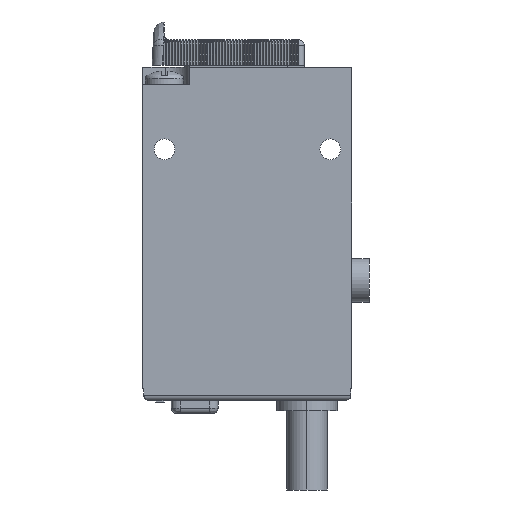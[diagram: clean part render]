
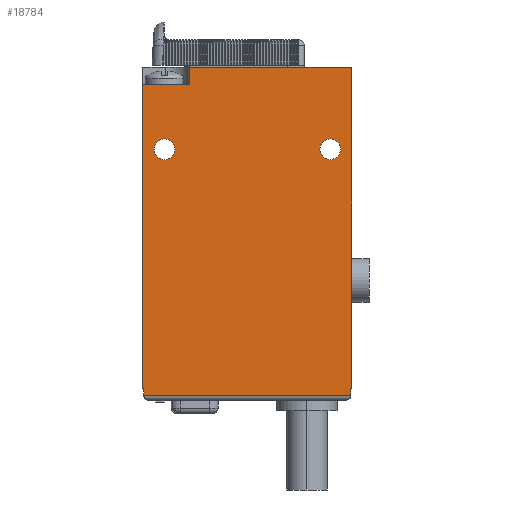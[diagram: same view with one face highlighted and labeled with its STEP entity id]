
A CAD part, left-side view. The second image highlights one B-rep face of the part: STEP entity #18784.
In plain terms, the highlighted planar face has unit normal (-1, 0, 0).
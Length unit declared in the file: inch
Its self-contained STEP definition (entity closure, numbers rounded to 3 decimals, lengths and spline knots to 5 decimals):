
#4634=DIRECTION('',(0.,1.,0.));
#4635=VECTOR('',#4634,0.941);
#4636=CARTESIAN_POINT('',(-0.236,0.002,0.2));
#4637=LINE('',#4636,#4635);
#4737=DIRECTION('',(0.,-1.,0.));
#4738=VECTOR('',#4737,0.267);
#4739=CARTESIAN_POINT('',(-0.236,1.21,0.1));
#4740=LINE('',#4739,#4738);
#4741=DIRECTION('',(0.,0.,-1.));
#4742=VECTOR('',#4741,0.1);
#4743=CARTESIAN_POINT('',(-0.236,0.943,0.2));
#4744=LINE('',#4743,#4742);
#4745=DIRECTION('',(0.,0.,-1.));
#4746=VECTOR('',#4745,0.2);
#4747=CARTESIAN_POINT('',(-0.236,0.002,0.2));
#4748=LINE('',#4747,#4746);
#4749=DIRECTION('',(0.,-1.,0.));
#4750=VECTOR('',#4749,0.002);
#4751=CARTESIAN_POINT('',(-0.236,0.002,0.));
#4752=LINE('',#4751,#4750);
#4753=DIRECTION('',(0.,0.,-1.));
#4754=VECTOR('',#4753,1.66);
#4755=CARTESIAN_POINT('',(-0.236,0.,0.));
#4756=LINE('',#4755,#4754);
#4757=DIRECTION('',(0.,1.,0.));
#4758=VECTOR('',#4757,0.005);
#4759=CARTESIAN_POINT('',(-0.236,0.,-1.66));
#4760=LINE('',#4759,#4758);
#4761=DIRECTION('',(0.,0.,1.));
#4762=VECTOR('',#4761,0.04);
#4763=CARTESIAN_POINT('',(-0.236,1.205,-1.7));
#4764=LINE('',#4763,#4762);
#4765=DIRECTION('',(0.,1.,0.));
#4766=VECTOR('',#4765,0.005);
#4767=CARTESIAN_POINT('',(-0.236,1.205,-1.66));
#4768=LINE('',#4767,#4766);
#4769=CARTESIAN_POINT('',(-0.236,1.085,-0.275));
#4770=DIRECTION('',(1.,0.,0.));
#4771=DIRECTION('',(0.,0.,-1.));
#4772=AXIS2_PLACEMENT_3D('',#4769,#4770,#4771);
#4774=CARTESIAN_POINT('',(-0.236,1.085,-0.275));
#4775=DIRECTION('',(1.,0.,0.));
#4776=DIRECTION('',(0.,0.,1.));
#4777=AXIS2_PLACEMENT_3D('',#4774,#4775,#4776);
#4779=CARTESIAN_POINT('',(-0.236,0.125,-0.275));
#4780=DIRECTION('',(1.,0.,0.));
#4781=DIRECTION('',(0.,0.,-1.));
#4782=AXIS2_PLACEMENT_3D('',#4779,#4780,#4781);
#4784=CARTESIAN_POINT('',(-0.236,0.125,-0.275));
#4785=DIRECTION('',(1.,0.,0.));
#4786=DIRECTION('',(0.,0.,1.));
#4787=AXIS2_PLACEMENT_3D('',#4784,#4785,#4786);
#4801=DIRECTION('',(0.,0.,-1.));
#4802=VECTOR('',#4801,1.76);
#4803=CARTESIAN_POINT('',(-0.236,1.21,0.1));
#4804=LINE('',#4803,#4802);
#5576=DIRECTION('',(0.,1.,0.));
#5577=VECTOR('',#5576,1.2);
#5578=CARTESIAN_POINT('',(-0.236,0.005,-1.7));
#5579=LINE('',#5578,#5577);
#5606=DIRECTION('',(0.,0.,1.));
#5607=VECTOR('',#5606,0.04);
#5608=CARTESIAN_POINT('',(-0.236,0.005,-1.7));
#5609=LINE('',#5608,#5607);
#10220=CARTESIAN_POINT('',(-0.236,0.,0.));
#10221=CARTESIAN_POINT('',(-0.236,0.,-1.66));
#10222=VERTEX_POINT('',#10220);
#10223=VERTEX_POINT('',#10221);
#10228=CARTESIAN_POINT('',(-0.236,1.21,-1.66));
#10230=VERTEX_POINT('',#10228);
#10240=CARTESIAN_POINT('',(-0.236,1.085,-0.335));
#10241=CARTESIAN_POINT('',(-0.236,1.085,-0.215));
#10242=VERTEX_POINT('',#10240);
#10243=VERTEX_POINT('',#10241);
#10244=CARTESIAN_POINT('',(-0.236,0.125,-0.335));
#10245=CARTESIAN_POINT('',(-0.236,0.125,-0.215));
#10246=VERTEX_POINT('',#10244);
#10247=VERTEX_POINT('',#10245);
#10844=CARTESIAN_POINT('',(-0.236,0.005,-1.7));
#10845=CARTESIAN_POINT('',(-0.236,1.205,-1.7));
#10846=VERTEX_POINT('',#10844);
#10847=VERTEX_POINT('',#10845);
#11170=CARTESIAN_POINT('',(-0.236,0.005,-1.66));
#11172=VERTEX_POINT('',#11170);
#11174=CARTESIAN_POINT('',(-0.236,1.205,-1.66));
#11176=VERTEX_POINT('',#11174);
#11563=CARTESIAN_POINT('',(-0.236,0.943,0.2));
#11565=VERTEX_POINT('',#11563);
#11579=CARTESIAN_POINT('',(-0.236,0.943,0.1));
#11580=VERTEX_POINT('',#11579);
#11585=CARTESIAN_POINT('',(-0.236,0.002,0.2));
#11586=VERTEX_POINT('',#11585);
#11657=CARTESIAN_POINT('',(-0.236,1.21,0.1));
#11658=VERTEX_POINT('',#11657);
#11665=CARTESIAN_POINT('',(-0.236,0.002,0.));
#11667=VERTEX_POINT('',#11665);
#18744=CARTESIAN_POINT('',(-0.236,0.,0.));
#18745=DIRECTION('',(1.,0.,0.));
#18746=DIRECTION('',(0.,0.,-1.));
#18747=AXIS2_PLACEMENT_3D('',#18744,#18745,#18746);
#18748=PLANE('',#18747);
#18750=ORIENTED_EDGE('',*,*,#18749,.F.);
#18752=ORIENTED_EDGE('',*,*,#18751,.T.);
#18754=ORIENTED_EDGE('',*,*,#18753,.F.);
#18755=ORIENTED_EDGE('',*,*,#18627,.F.);
#18756=ORIENTED_EDGE('',*,*,#18735,.T.);
#18757=ORIENTED_EDGE('',*,*,#18724,.T.);
#18759=ORIENTED_EDGE('',*,*,#18758,.T.);
#18761=ORIENTED_EDGE('',*,*,#18760,.T.);
#18763=ORIENTED_EDGE('',*,*,#18762,.F.);
#18765=ORIENTED_EDGE('',*,*,#18764,.T.);
#18767=ORIENTED_EDGE('',*,*,#18766,.T.);
#18769=ORIENTED_EDGE('',*,*,#18768,.T.);
#18770=EDGE_LOOP('',(#18750,#18752,#18754,#18755,#18756,#18757,#18759,#18761,
#18763,#18765,#18767,#18769));
#18771=FACE_OUTER_BOUND('',#18770,.F.);
#18773=ORIENTED_EDGE('',*,*,#18772,.F.);
#18775=ORIENTED_EDGE('',*,*,#18774,.F.);
#18776=EDGE_LOOP('',(#18773,#18775));
#18777=FACE_BOUND('',#18776,.F.);
#18779=ORIENTED_EDGE('',*,*,#18778,.F.);
#18781=ORIENTED_EDGE('',*,*,#18780,.F.);
#18782=EDGE_LOOP('',(#18779,#18781));
#18783=FACE_BOUND('',#18782,.F.);
#18784=ADVANCED_FACE('',(#18771,#18777,#18783),#18748,.F.);
#4773=CIRCLE('',#4772,0.06);
#4778=CIRCLE('',#4777,0.06);
#4783=CIRCLE('',#4782,0.06);
#4788=CIRCLE('',#4787,0.06);
#18627=EDGE_CURVE('',#11586,#11565,#4637,.T.);
#18724=EDGE_CURVE('',#11667,#10222,#4752,.T.);
#18735=EDGE_CURVE('',#11586,#11667,#4748,.T.);
#18749=EDGE_CURVE('',#11658,#10230,#4804,.T.);
#18751=EDGE_CURVE('',#11658,#11580,#4740,.T.);
#18753=EDGE_CURVE('',#11565,#11580,#4744,.T.);
#18758=EDGE_CURVE('',#10222,#10223,#4756,.T.);
#18760=EDGE_CURVE('',#10223,#11172,#4760,.T.);
#18762=EDGE_CURVE('',#10846,#11172,#5609,.T.);
#18764=EDGE_CURVE('',#10846,#10847,#5579,.T.);
#18766=EDGE_CURVE('',#10847,#11176,#4764,.T.);
#18768=EDGE_CURVE('',#11176,#10230,#4768,.T.);
#18772=EDGE_CURVE('',#10242,#10243,#4773,.T.);
#18774=EDGE_CURVE('',#10243,#10242,#4778,.T.);
#18778=EDGE_CURVE('',#10246,#10247,#4783,.T.);
#18780=EDGE_CURVE('',#10247,#10246,#4788,.T.);
